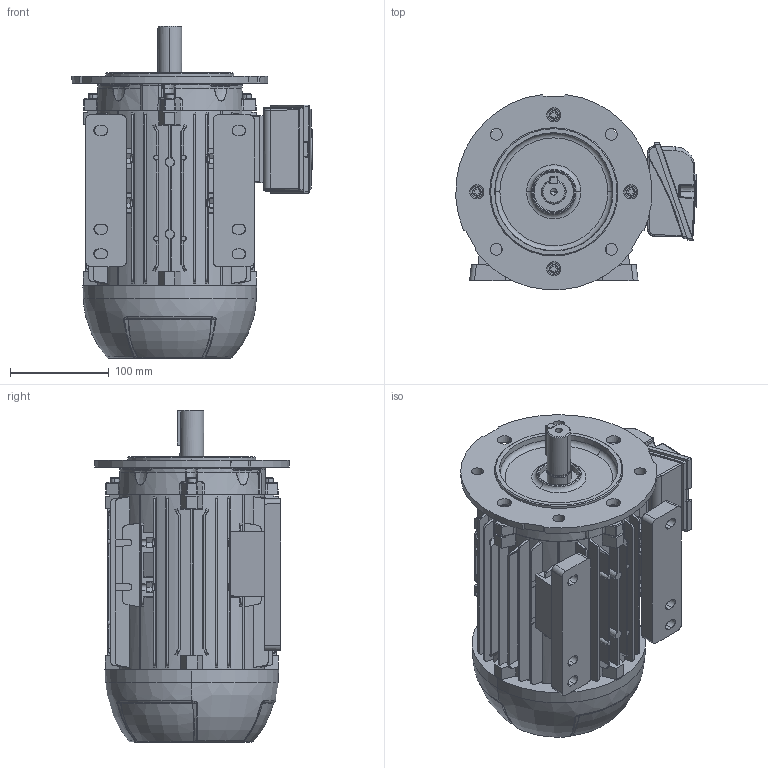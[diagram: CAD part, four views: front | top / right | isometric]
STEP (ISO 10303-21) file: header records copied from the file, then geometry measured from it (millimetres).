
FILE_DESCRIPTION (( 'STEP AP203' ), '1' );
FILE_NAME ('# IEC90 - B3E - L.STEP', '2022-05-26T13:19:37', ( '' ), ( '' ), 'SwSTEP 2.0', 'SolidWorks 2020', '' );
FILE_SCHEMA (( 'CONFIG_CONTROL_DESIGN' ));
Length unit declared in the file: millimetre
Products named in the file (17): Eixo Padrão IEC90 IR3_50.5137.077_IR2; IEC90_500014958teste_001; IEC90_105032001teste_001_10.5032.018-8x7x36; 505142045_505142045; 105007074_10.5007.074; 105007080_10.5007.080; LLLLLLLLL_505007970- COM USINAGEM; IEC90_500014957teste_001_10.5007.074; 105010019-6205 NSK_DIN 625 - 6205 - 12,DE,NC,12_68; Parafuso Altracs M5_10.5011.286 x 22; FF_50.5007.809; TABELA ROTORES IEC90 4P AC180_50.5295.098 - �89,50; 105006084_105006084; # IEC90 - B3E - L; 105006086_105006086; 105007077; 105010010-6204 NSK_SKF - 6204 - 10,DE,NC,10_68
Assembly tree (14 placements, depth 3):
  105007074_10.5007.074
  105010019-6205 NSK_DIN 625 - 6205 - 12,DE,NC,12_68
  TABELA ROTORES IEC90 4P AC180_50.5295.098 - �89,50
  # IEC90 - B3E - L
    LLLLLLLLL_505007970- COM USINAGEM
    105006084_105006084
    105006086_105006086
    505142045_505142045
      Eixo Padrão IEC90 IR3_50.5137.077_IR2
    Parafuso Altracs M5_10.5011.286 x 22  x4
    105007080_10.5007.080
    IEC90_105032001teste_001_10.5032.018-8x7x36
    FF_50.5007.809
    IEC90_500014957teste_001_10.5007.074
    IEC90_500014958teste_001
  105007077
Bounding box: 243.42 x 197.84 x 336.4 mm (x, y, z)
Volume: 6051527.3 mm3; surface area: 533701.1 mm2
Topology: 13 solids, 13 shells, 1870 faces, 4868 edges, 3030 vertices
Faces by surface type: plane 833, cylinder 386, bspline 279, cone 200, torus 120, sphere 52
Entity records: 69343 total; most frequent: CARTESIAN_POINT 27114, ORIENTED_EDGE 9292, DIRECTION 7454, EDGE_CURVE 4646, VERTEX_POINT 2932, AXIS2_PLACEMENT_3D 2539, VECTOR 2376, LINE 2376
